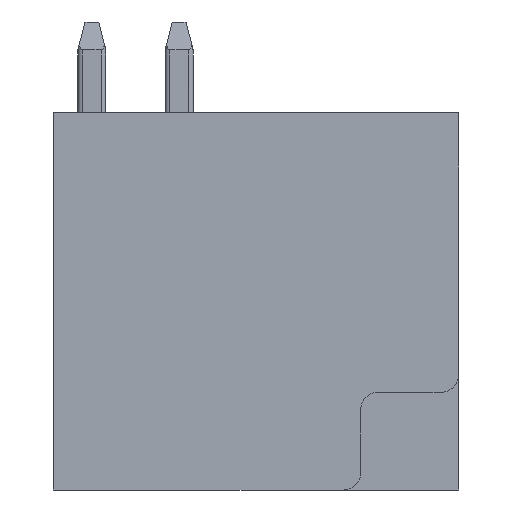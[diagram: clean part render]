
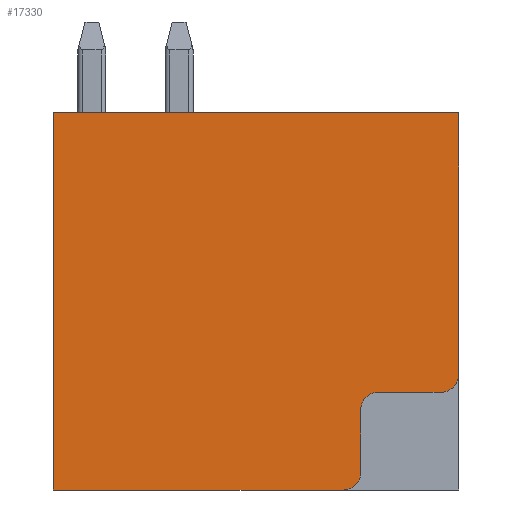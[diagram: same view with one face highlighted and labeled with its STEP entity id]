
A CAD part, front view. The second image highlights one B-rep face of the part: STEP entity #17330.
In plain terms, the highlighted planar face has unit normal (0, -1, 0).
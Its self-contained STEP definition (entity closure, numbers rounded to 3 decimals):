
#1877=CARTESIAN_POINT('',(2.806,-45.5,-6.124));
#1878=DIRECTION('',(0.,-1.,0.));
#1879=DIRECTION('',(0.,0.,-1.));
#1880=AXIS2_PLACEMENT_3D('',#1877,#1878,#1879);
#1882=DIRECTION('',(-1.,0.,0.));
#1883=VECTOR('',#1882,8.3);
#1884=CARTESIAN_POINT('',(2.806,-45.5,-6.624));
#1885=LINE('',#1884,#1883);
#1886=DIRECTION('',(0.,0.,1.));
#1887=VECTOR('',#1886,10.8);
#1888=CARTESIAN_POINT('',(-5.494,-45.5,-6.624));
#1889=LINE('',#1888,#1887);
#1890=DIRECTION('',(1.,0.,0.));
#1891=VECTOR('',#1890,11.6);
#1892=CARTESIAN_POINT('',(-5.494,-45.5,4.176));
#1893=LINE('',#1892,#1891);
#1894=DIRECTION('',(0.,0.,-1.));
#1895=VECTOR('',#1894,7.5);
#1896=CARTESIAN_POINT('',(6.106,-45.5,4.176));
#1897=LINE('',#1896,#1895);
#1898=CARTESIAN_POINT('',(5.606,-45.5,-3.324));
#1899=DIRECTION('',(0.,-1.,0.));
#1900=DIRECTION('',(0.,0.,-1.));
#1901=AXIS2_PLACEMENT_3D('',#1898,#1899,#1900);
#1903=DIRECTION('',(-1.,0.,0.));
#1904=VECTOR('',#1903,1.8);
#1905=CARTESIAN_POINT('',(5.606,-45.5,-3.824));
#1906=LINE('',#1905,#1904);
#1907=DIRECTION('',(0.,0.,1.));
#1908=VECTOR('',#1907,1.8);
#1909=CARTESIAN_POINT('',(3.306,-45.5,-6.124));
#1910=LINE('',#1909,#1908);
#1928=CARTESIAN_POINT('',(3.806,-45.5,-4.324));
#1929=DIRECTION('',(0.,1.,0.));
#1930=DIRECTION('',(-1.,0.,0.));
#1931=AXIS2_PLACEMENT_3D('',#1928,#1929,#1930);
#12915=CARTESIAN_POINT('',(-5.494,-45.5,-6.624));
#12916=CARTESIAN_POINT('',(-5.494,-45.5,4.176));
#12917=VERTEX_POINT('',#12915);
#12918=VERTEX_POINT('',#12916);
#12919=CARTESIAN_POINT('',(6.106,-45.5,4.176));
#12920=VERTEX_POINT('',#12919);
#12953=CARTESIAN_POINT('',(3.306,-45.5,-4.324));
#12954=VERTEX_POINT('',#12953);
#12955=CARTESIAN_POINT('',(3.806,-45.5,-3.824));
#12956=VERTEX_POINT('',#12955);
#12957=CARTESIAN_POINT('',(2.806,-45.5,-6.624));
#12958=CARTESIAN_POINT('',(3.306,-45.5,-6.124));
#12959=VERTEX_POINT('',#12957);
#12960=VERTEX_POINT('',#12958);
#12965=CARTESIAN_POINT('',(5.606,-45.5,-3.824));
#12967=VERTEX_POINT('',#12965);
#12969=CARTESIAN_POINT('',(6.106,-45.5,-3.324));
#12970=VERTEX_POINT('',#12969);
#17309=CARTESIAN_POINT('',(0.,-45.5,0.));
#17310=DIRECTION('',(0.,1.,0.));
#17311=DIRECTION('',(1.,0.,0.));
#17312=AXIS2_PLACEMENT_3D('',#17309,#17310,#17311);
#17313=PLANE('',#17312);
#17315=ORIENTED_EDGE('',*,*,#17314,.F.);
#17316=ORIENTED_EDGE('',*,*,#16875,.T.);
#17317=ORIENTED_EDGE('',*,*,#16894,.T.);
#17318=ORIENTED_EDGE('',*,*,#16907,.T.);
#17319=ORIENTED_EDGE('',*,*,#16128,.T.);
#17321=ORIENTED_EDGE('',*,*,#17320,.F.);
#17323=ORIENTED_EDGE('',*,*,#17322,.T.);
#17325=ORIENTED_EDGE('',*,*,#17324,.F.);
#17327=ORIENTED_EDGE('',*,*,#17326,.F.);
#17328=EDGE_LOOP('',(#17315,#17316,#17317,#17318,#17319,#17321,#17323,#17325,
#17327));
#17329=FACE_OUTER_BOUND('',#17328,.F.);
#17330=ADVANCED_FACE('',(#17329),#17313,.F.);
#1881=CIRCLE('',#1880,0.5);
#1902=CIRCLE('',#1901,0.5);
#1932=CIRCLE('',#1931,0.5);
#16128=EDGE_CURVE('',#12920,#12970,#1897,.T.);
#16875=EDGE_CURVE('',#12959,#12917,#1885,.T.);
#16894=EDGE_CURVE('',#12917,#12918,#1889,.T.);
#16907=EDGE_CURVE('',#12918,#12920,#1893,.T.);
#17314=EDGE_CURVE('',#12959,#12960,#1881,.T.);
#17320=EDGE_CURVE('',#12967,#12970,#1902,.T.);
#17322=EDGE_CURVE('',#12967,#12956,#1906,.T.);
#17324=EDGE_CURVE('',#12954,#12956,#1932,.T.);
#17326=EDGE_CURVE('',#12960,#12954,#1910,.T.);
